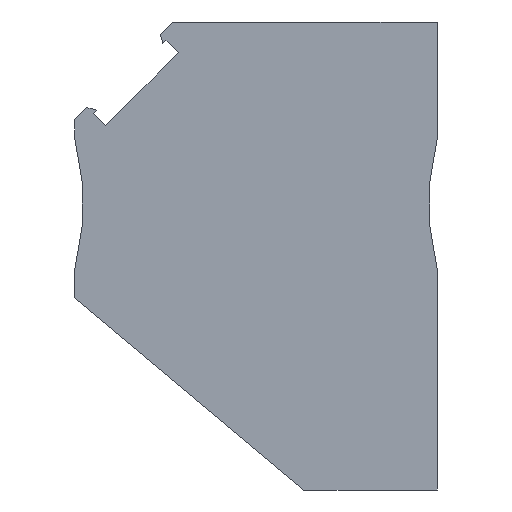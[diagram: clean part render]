
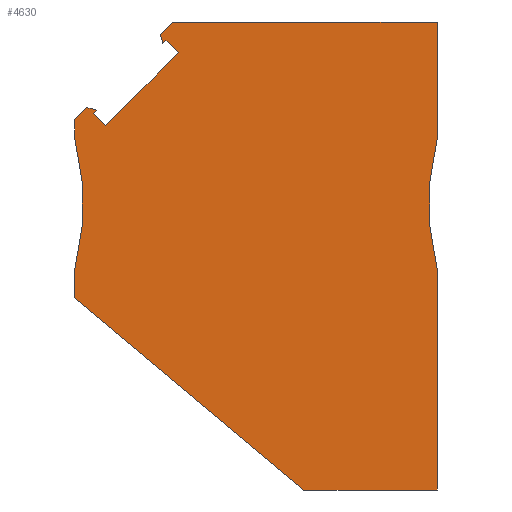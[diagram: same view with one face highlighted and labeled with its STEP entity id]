
A CAD part, left-side view. The second image highlights one B-rep face of the part: STEP entity #4630.
In plain terms, the highlighted face is planar.
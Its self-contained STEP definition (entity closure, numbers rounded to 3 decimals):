
#100=CARTESIAN_POINT('',(8.233,63.11,43.22));
#110=VERTEX_POINT('',#100);
#160=CARTESIAN_POINT('',(-13.8,-19.119,43.22));
#170=DIRECTION('',(-0.259,-0.966,0.));
#180=VECTOR('',#170,1.);
#190=LINE('',#160,#180);
#200=CARTESIAN_POINT('',(8.074,62.519,43.22));
#210=VERTEX_POINT('',#200);
#220=EDGE_CURVE('',#110,#210,#190,.T.);
#530=CARTESIAN_POINT('',(-5.971,63.85,43.22));
#540=DIRECTION('',(1.,0.,0.));
#550=VECTOR('',#540,1.);
#560=LINE('',#530,#550);
#570=CARTESIAN_POINT('',(-8.807,63.85,43.22));
#580=VERTEX_POINT('',#570);
#590=CARTESIAN_POINT('',(7.493,63.85,43.22));
#600=VERTEX_POINT('',#590);
#610=EDGE_CURVE('',#580,#600,#560,.T.);
#1140=CARTESIAN_POINT('',(12.162,58.432,43.22));
#1150=VERTEX_POINT('',#1140);
#1180=CARTESIAN_POINT('',(-5.971,53.573,43.22));
#1190=DIRECTION('',(0.966,0.259,0.));
#1200=VECTOR('',#1190,1.);
#1210=LINE('',#1180,#1200);
#1220=CARTESIAN_POINT('',(12.753,58.59,43.22));
#1230=VERTEX_POINT('',#1220);
#1240=EDGE_CURVE('',#1150,#1230,#1210,.T.);
#1610=CARTESIAN_POINT('',(-0.607,35.05,43.22));
#1620=VERTEX_POINT('',#1610);
#1650=CARTESIAN_POINT('',(-5.971,35.05,43.22));
#1660=DIRECTION('',(-1.,0.,0.));
#1670=VECTOR('',#1660,1.);
#1680=LINE('',#1650,#1670);
#1690=CARTESIAN_POINT('',(-8.807,35.05,43.22));
#1700=VERTEX_POINT('',#1690);
#1710=EDGE_CURVE('',#1620,#1700,#1680,.T.);
#3120=CARTESIAN_POINT('',(90.462,-19.119,43.22));
#3130=DIRECTION('',(0.707,-0.707,0.));
#3140=VECTOR('',#3130,1.);
#3150=LINE('',#3120,#3140);
#3160=CARTESIAN_POINT('',(13.493,57.85,43.22));
#3170=VERTEX_POINT('',#3160);
#3180=EDGE_CURVE('',#1230,#3170,#3150,.T.);
#3420=CARTESIAN_POINT('',(89.712,-19.119,43.22));
#3430=DIRECTION('',(-0.707,0.707,0.));
#3440=VECTOR('',#3430,1.);
#3450=LINE('',#3420,#3440);
#3460=CARTESIAN_POINT('',(7.882,62.711,43.22));
#3470=VERTEX_POINT('',#3460);
#3480=EDGE_CURVE('',#210,#3470,#3450,.T.);
#3680=CARTESIAN_POINT('',(-0.008,40.55,43.22));
#3690=DIRECTION('',(0.,0.,1.));
#3700=DIRECTION('',(1.,0.,0.));
#3710=AXIS2_PLACEMENT_3D('',#3680,#3690,#3700);
#3720=PLANE('',#3710);
#3730=CARTESIAN_POINT('',(29.493,52.65,43.22));
#3740=DIRECTION('',(0.,0.,1.));
#3750=DIRECTION('',(1.,0.,0.));
#3760=AXIS2_PLACEMENT_3D('',#3730,#3740,#3750);
#3770=CIRCLE('',#3760,16.5);
#3780=CARTESIAN_POINT('',(13.493,56.681,43.22));
#3790=VERTEX_POINT('',#3780);
#3800=CARTESIAN_POINT('',(13.493,48.619,43.22));
#3810=VERTEX_POINT('',#3800);
#3820=EDGE_CURVE('',#3790,#3810,#3770,.T.);
#3830=ORIENTED_EDGE('',*,*,#3820,.T.);
#3840=CARTESIAN_POINT('',(13.493,-19.119,43.22));
#3850=DIRECTION('',(0.,-1.,0.));
#3860=VECTOR('',#3850,1.);
#3870=LINE('',#3840,#3860);
#3880=EDGE_CURVE('',#3170,#3790,#3870,.T.);
#3890=ORIENTED_EDGE('',*,*,#3880,.T.);
#3900=ORIENTED_EDGE('',*,*,#3180,.T.);
#3910=ORIENTED_EDGE('',*,*,#1240,.T.);
#3920=CARTESIAN_POINT('',(89.712,-19.119,43.22));
#3930=DIRECTION('',(-0.707,0.707,0.));
#3940=VECTOR('',#3930,1.);
#3950=LINE('',#3920,#3940);
#3960=CARTESIAN_POINT('',(12.354,58.239,43.22));
#3970=VERTEX_POINT('',#3960);
#3980=EDGE_CURVE('',#3970,#1150,#3950,.T.);
#3990=ORIENTED_EDGE('',*,*,#3980,.T.);
#4000=CARTESIAN_POINT('',(-65.004,-19.119,43.22));
#4010=DIRECTION('',(0.707,0.707,0.));
#4020=VECTOR('',#4010,1.);
#4030=LINE('',#4000,#4020);
#4040=CARTESIAN_POINT('',(11.598,57.482,43.22));
#4050=VERTEX_POINT('',#4040);
#4060=EDGE_CURVE('',#4050,#3970,#4030,.T.);
#4070=ORIENTED_EDGE('',*,*,#4060,.T.);
#4080=CARTESIAN_POINT('',(88.199,-19.119,43.22));
#4090=DIRECTION('',(0.707,-0.707,0.));
#4100=VECTOR('',#4090,1.);
#4110=LINE('',#4080,#4100);
#4120=CARTESIAN_POINT('',(7.125,61.955,43.22));
#4130=VERTEX_POINT('',#4120);
#4140=EDGE_CURVE('',#4130,#4050,#4110,.T.);
#4150=ORIENTED_EDGE('',*,*,#4140,.T.);
#4160=CARTESIAN_POINT('',(-73.949,-19.119,43.22));
#4170=DIRECTION('',(-0.707,-0.707,0.));
#4180=VECTOR('',#4170,1.);
#4190=LINE('',#4160,#4180);
#4200=EDGE_CURVE('',#3470,#4130,#4190,.T.);
#4210=ORIENTED_EDGE('',*,*,#4200,.T.);
#4220=ORIENTED_EDGE('',*,*,#3480,.T.);
#4230=ORIENTED_EDGE('',*,*,#220,.T.);
#4240=CARTESIAN_POINT('',(90.462,-19.119,43.22));
#4250=DIRECTION('',(0.707,-0.707,0.));
#4260=VECTOR('',#4250,1.);
#4270=LINE('',#4240,#4260);
#4280=EDGE_CURVE('',#600,#110,#4270,.T.);
#4290=ORIENTED_EDGE('',*,*,#4280,.T.);
#4300=ORIENTED_EDGE('',*,*,#610,.T.);
#4310=CARTESIAN_POINT('',(-8.807,-19.119,43.22));
#4320=DIRECTION('',(0.,1.,0.));
#4330=VECTOR('',#4320,1.);
#4340=LINE('',#4310,#4330);
#4350=CARTESIAN_POINT('',(-8.807,56.681,43.22));
#4360=VERTEX_POINT('',#4350);
#4370=EDGE_CURVE('',#4360,#580,#4340,.T.);
#4380=ORIENTED_EDGE('',*,*,#4370,.T.);
#4390=CARTESIAN_POINT('',(-24.807,52.65,43.22));
#4400=DIRECTION('',(0.,0.,1.));
#4410=DIRECTION('',(1.,0.,0.));
#4420=AXIS2_PLACEMENT_3D('',#4390,#4400,#4410);
#4430=CIRCLE('',#4420,16.5);
#4440=CARTESIAN_POINT('',(-8.807,48.619,43.22));
#4450=VERTEX_POINT('',#4440);
#4460=EDGE_CURVE('',#4450,#4360,#4430,.T.);
#4470=ORIENTED_EDGE('',*,*,#4460,.T.);
#4480=EDGE_CURVE('',#1700,#4450,#4340,.T.);
#4490=ORIENTED_EDGE('',*,*,#4480,.T.);
#4500=ORIENTED_EDGE('',*,*,#1710,.T.);
#4510=CARTESIAN_POINT('',(-5.971,30.549,43.22));
#4520=DIRECTION('',(-0.766,-0.643,0.));
#4530=VECTOR('',#4520,1.);
#4540=LINE('',#4510,#4530);
#4550=CARTESIAN_POINT('',(13.493,46.881,43.22));
#4560=VERTEX_POINT('',#4550);
#4570=EDGE_CURVE('',#4560,#1620,#4540,.T.);
#4580=ORIENTED_EDGE('',*,*,#4570,.T.);
#4590=EDGE_CURVE('',#3810,#4560,#3870,.T.);
#4600=ORIENTED_EDGE('',*,*,#4590,.T.);
#4610=EDGE_LOOP('',(#4600,#4580,#4500,#4490,#4470,#4380,#4300,#4290,
#4230,#4220,#4210,#4150,#4070,#3990,#3910,#3900,#3890,#3830));
#4620=FACE_OUTER_BOUND('',#4610,.T.);
#4630=ADVANCED_FACE('',(#4620),#3720,.F.);
